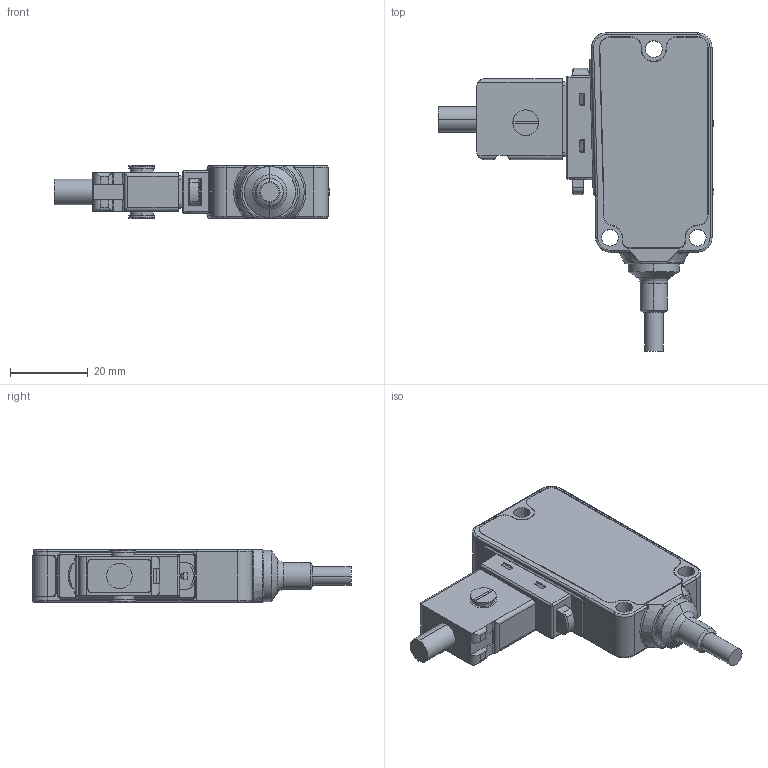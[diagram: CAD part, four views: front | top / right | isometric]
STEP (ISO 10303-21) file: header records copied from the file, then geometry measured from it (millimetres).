
FILE_DESCRIPTION((''),'2;1');
FILE_NAME('CAD-1652A_SW0001','2023-01-19T14:30:52',('creinig-se'),(''),'CREO PARAMETRIC BY PTC INC, 2019292','CREO PARAMETRIC BY PTC INC, 2019292','');
FILE_SCHEMA(('CONFIG_CONTROL_DESIGN','SHAPE_APPEARANCE_LAYERS_GROUPS'));
Length unit declared in the file: millimetre
Products named in the file (1): CAD-1652A_SW0001
Bounding box: 71.1 x 82 x 13.6 mm (x, y, z)
Volume: 29068.4 mm3; surface area: 13844.1 mm2
Topology: 2 solids, 2 shells, 976 faces, 2646 edges, 1677 vertices
Faces by surface type: plane 507, cylinder 313, cone 72, torus 34, bspline 32, sphere 18
Entity records: 41047 total; most frequent: CARTESIAN_POINT 9716, ORIENTED_EDGE 5250, DIRECTION 4882, EDGE_CURVE 2625, VERTEX_POINT 1671, AXIS2_PLACEMENT_3D 1635, VECTOR 1612, LINE 1612
